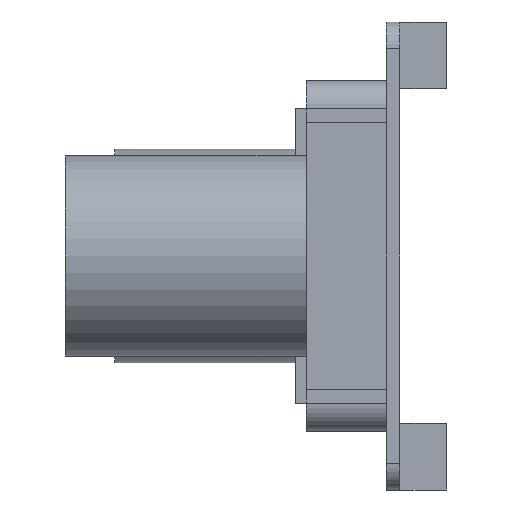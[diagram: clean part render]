
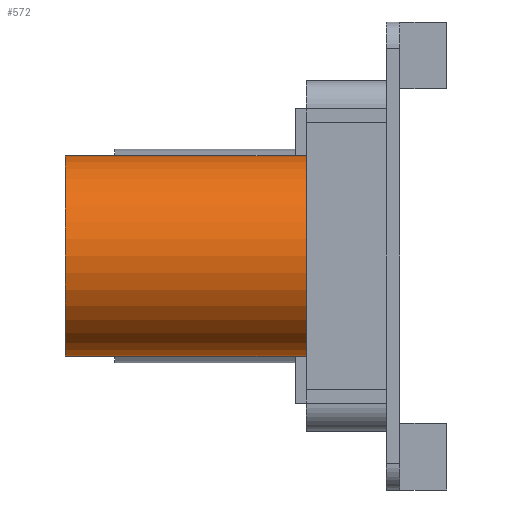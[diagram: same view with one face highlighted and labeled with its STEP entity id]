
A CAD part, left-side view. The second image highlights one B-rep face of the part: STEP entity #572.
In plain terms, the highlighted cylindrical face has radius 7.5 mm (diameter 15 mm), a partial arc.
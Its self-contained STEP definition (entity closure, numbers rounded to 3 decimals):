
#12 = EDGE_CURVE ( 'NONE', #1763, #1532, #179, .T. ) ;
#22 = CARTESIAN_POINT ( 'NONE',  ( 12.5, 25., -25. ) ) ;
#92 = CARTESIAN_POINT ( 'NONE',  ( 12.5, 25., -10. ) ) ;
#179 = LINE ( 'NONE', #22, #1422 ) ;
#234 = DIRECTION ( 'NONE',  ( 0., 0., -1. ) ) ;
#565 = CYLINDRICAL_SURFACE ( 'NONE', #1466, 7.5 ) ;
#570 = ORIENTED_EDGE ( 'NONE', *, *, #1477, .F. ) ;
#572 = ADVANCED_FACE ( 'NONE', ( #1291 ), #565, .T. ) ;
#644 = DIRECTION ( 'NONE',  ( 0., -1., 0. ) ) ;
#654 = LINE ( 'NONE', #1665, #1473 ) ;
#765 = CARTESIAN_POINT ( 'NONE',  ( 12.5, 7., -10. ) ) ;
#767 = CARTESIAN_POINT ( 'NONE',  ( 12.5, 25., -25. ) ) ;
#832 = VERTEX_POINT ( 'NONE', #92 ) ;
#879 = DIRECTION ( 'NONE',  ( 0., 0., -1. ) ) ;
#887 = EDGE_CURVE ( 'NONE', #1532, #1309, #1430, .T. ) ;
#939 = EDGE_CURVE ( 'NONE', #832, #1309, #654, .T. ) ;
#952 = ORIENTED_EDGE ( 'NONE', *, *, #887, .T. ) ;
#1087 = ORIENTED_EDGE ( 'NONE', *, *, #12, .T. ) ;
#1210 = EDGE_LOOP ( 'NONE', ( #1808, #570, #1087, #952 ) ) ;
#1214 = AXIS2_PLACEMENT_3D ( 'NONE', #1273, #1700, #1721 ) ;
#1273 = CARTESIAN_POINT ( 'NONE',  ( 12.5, 25., -17.5 ) ) ;
#1281 = CARTESIAN_POINT ( 'NONE',  ( 12.5, 25., -17.5 ) ) ;
#1291 = FACE_OUTER_BOUND ( 'NONE', #1210, .T. ) ;
#1309 = VERTEX_POINT ( 'NONE', #765 ) ;
#1349 = CARTESIAN_POINT ( 'NONE',  ( 12.5, 7., -17.5 ) ) ;
#1408 = DIRECTION ( 'NONE',  ( 0., -1., 0. ) ) ;
#1413 = CIRCLE ( 'NONE', #1214, 7.5 ) ;
#1422 = VECTOR ( 'NONE', #1408, 1000. ) ;
#1430 = CIRCLE ( 'NONE', #1630, 7.5 ) ;
#1466 = AXIS2_PLACEMENT_3D ( 'NONE', #1281, #644, #879 ) ;
#1473 = VECTOR ( 'NONE', #1798, 1000. ) ;
#1477 = EDGE_CURVE ( 'NONE', #1763, #832, #1413, .T. ) ;
#1532 = VERTEX_POINT ( 'NONE', #1564 ) ;
#1564 = CARTESIAN_POINT ( 'NONE',  ( 12.5, 7., -25. ) ) ;
#1630 = AXIS2_PLACEMENT_3D ( 'NONE', #1349, #1631, #234 ) ;
#1631 = DIRECTION ( 'NONE',  ( 0., 1., 0. ) ) ;
#1665 = CARTESIAN_POINT ( 'NONE',  ( 12.5, 25., -10. ) ) ;
#1700 = DIRECTION ( 'NONE',  ( 0., 1., 0. ) ) ;
#1721 = DIRECTION ( 'NONE',  ( 0., 0., 1. ) ) ;
#1763 = VERTEX_POINT ( 'NONE', #767 ) ;
#1798 = DIRECTION ( 'NONE',  ( 0., -1., 0. ) ) ;
#1808 = ORIENTED_EDGE ( 'NONE', *, *, #939, .F. ) ;
